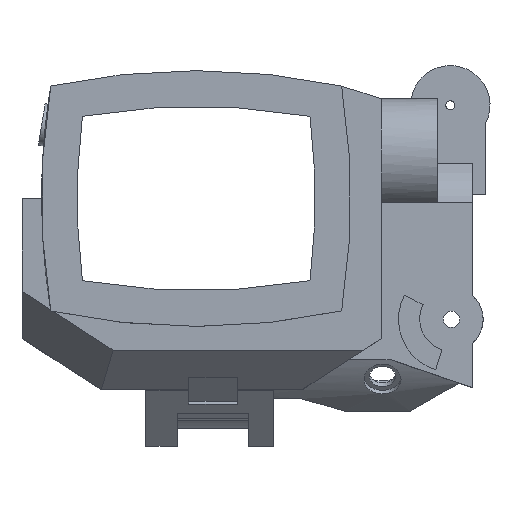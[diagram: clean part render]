
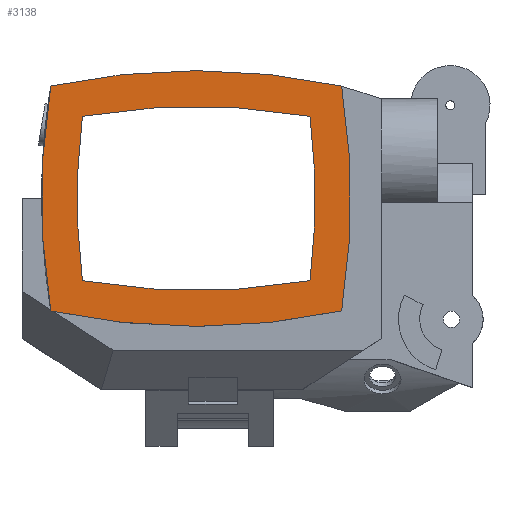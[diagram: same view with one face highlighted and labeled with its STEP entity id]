
A CAD part, top view. The second image highlights one B-rep face of the part: STEP entity #3138.
In plain terms, the highlighted planar face has unit normal (0, 0, 1).
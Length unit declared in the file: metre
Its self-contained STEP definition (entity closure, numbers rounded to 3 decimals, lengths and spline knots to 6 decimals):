
#143=PLANE('',#3441);
#309=CIRCLE('',#3424,0.261905);
#310=CIRCLE('',#3426,0.261905);
#312=CIRCLE('',#3429,0.261905);
#313=CIRCLE('',#3431,0.261905);
#314=CIRCLE('',#3434,0.248405);
#315=CIRCLE('',#3436,0.248405);
#316=CIRCLE('',#3438,0.248405);
#317=CIRCLE('',#3440,0.248405);
#1171=ORIENTED_EDGE('',*,*,#1647,.F.);
#1172=ORIENTED_EDGE('',*,*,#1645,.F.);
#1173=ORIENTED_EDGE('',*,*,#1643,.F.);
#1174=ORIENTED_EDGE('',*,*,#1641,.F.);
#1175=ORIENTED_EDGE('',*,*,#1631,.T.);
#1176=ORIENTED_EDGE('',*,*,#1639,.T.);
#1177=ORIENTED_EDGE('',*,*,#1637,.T.);
#1178=ORIENTED_EDGE('',*,*,#1634,.T.);
#1631=EDGE_CURVE('',#1951,#1952,#309,.T.);
#1634=EDGE_CURVE('',#1953,#1951,#310,.T.);
#1637=EDGE_CURVE('',#1954,#1953,#312,.T.);
#1639=EDGE_CURVE('',#1952,#1954,#313,.T.);
#1641=EDGE_CURVE('',#1955,#1956,#314,.T.);
#1643=EDGE_CURVE('',#1956,#1957,#315,.T.);
#1645=EDGE_CURVE('',#1957,#1958,#316,.T.);
#1647=EDGE_CURVE('',#1958,#1955,#317,.T.);
#1951=VERTEX_POINT('',#5542);
#1952=VERTEX_POINT('',#5543);
#1953=VERTEX_POINT('',#5548);
#1954=VERTEX_POINT('',#5553);
#1955=VERTEX_POINT('',#5560);
#1956=VERTEX_POINT('',#5562);
#1957=VERTEX_POINT('',#5566);
#1958=VERTEX_POINT('',#5570);
#2699=EDGE_LOOP('',(#1171,#1172,#1173,#1174));
#2700=EDGE_LOOP('',(#1175,#1176,#1177,#1178));
#2915=FACE_BOUND('',#2699,.T.);
#2916=FACE_BOUND('',#2700,.T.);
#3138=ADVANCED_FACE('',(#2915,#2916),#143,.T.);
#3424=AXIS2_PLACEMENT_3D('',#5541,#4233,#4234);
#3426=AXIS2_PLACEMENT_3D('',#5547,#4239,#4240);
#3429=AXIS2_PLACEMENT_3D('',#5552,#4246,#4247);
#3431=AXIS2_PLACEMENT_3D('',#5556,#4251,#4252);
#3434=AXIS2_PLACEMENT_3D('',#5561,#4258,#4259);
#3436=AXIS2_PLACEMENT_3D('',#5565,#4263,#4264);
#3438=AXIS2_PLACEMENT_3D('',#5569,#4268,#4269);
#3440=AXIS2_PLACEMENT_3D('',#5573,#4273,#4274);
#3441=AXIS2_PLACEMENT_3D('',#5574,#4275,#4276);
#4233=DIRECTION('',(0.,0.,1.));
#4234=DIRECTION('',(0.,-1.,0.));
#4239=DIRECTION('',(0.,0.,1.));
#4240=DIRECTION('',(0.,-1.,0.));
#4246=DIRECTION('',(0.,0.,1.));
#4247=DIRECTION('',(0.,-1.,0.));
#4251=DIRECTION('',(0.,0.,1.));
#4252=DIRECTION('',(0.,-1.,0.));
#4258=DIRECTION('',(0.,0.,1.));
#4259=DIRECTION('',(0.,-1.,0.));
#4263=DIRECTION('',(0.,0.,1.));
#4264=DIRECTION('',(0.,-1.,0.));
#4268=DIRECTION('',(0.,0.,1.));
#4269=DIRECTION('',(0.,-1.,0.));
#4273=DIRECTION('',(0.,0.,1.));
#4274=DIRECTION('',(0.,-1.,0.));
#4275=DIRECTION('',(0.,0.,1.));
#4276=DIRECTION('',(0.,-1.,0.));
#5541=CARTESIAN_POINT('',(0.068,0.246065,0.077741));
#5542=CARTESIAN_POINT('',(0.013,-0.01,0.077741));
#5543=CARTESIAN_POINT('',(0.123,-0.01,0.077741));
#5547=CARTESIAN_POINT('',(0.271433,0.0325,0.077741));
#5548=CARTESIAN_POINT('',(0.013,0.075,0.077741));
#5552=CARTESIAN_POINT('',(0.068,-0.181065,0.077741));
#5553=CARTESIAN_POINT('',(0.123,0.075,0.077741));
#5556=CARTESIAN_POINT('',(-0.135433,0.0325,0.077741));
#5560=CARTESIAN_POINT('',(0.024982,0.001413,0.077741));
#5561=CARTESIAN_POINT('',(0.068,0.246065,0.077741));
#5562=CARTESIAN_POINT('',(0.111018,0.001413,0.077741));
#5565=CARTESIAN_POINT('',(-0.135433,0.0325,0.077741));
#5566=CARTESIAN_POINT('',(0.111018,0.063587,0.077741));
#5569=CARTESIAN_POINT('',(0.068,-0.181065,0.077741));
#5570=CARTESIAN_POINT('',(0.024982,0.063587,0.077741));
#5573=CARTESIAN_POINT('',(0.271433,0.0325,0.077741));
#5574=CARTESIAN_POINT('',(0.067896,-0.025,0.077741));
